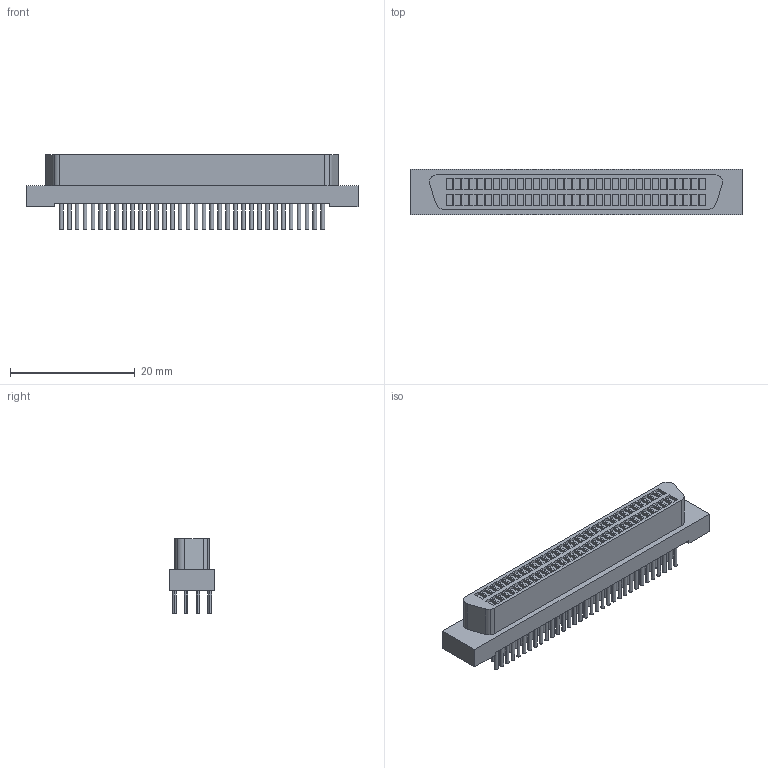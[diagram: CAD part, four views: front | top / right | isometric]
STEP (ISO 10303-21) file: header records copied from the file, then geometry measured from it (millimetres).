
FILE_DESCRIPTION((''),'2;1');
FILE_NAME('MULTICOMP_8AT068S-32000-AA-FEC.stp','2009-06-25T13:57:41',(''),(''),'Mechanical Desktop 2006','Mechanical Desktop 2006',', , ');
FILE_SCHEMA(('AUTOMOTIVE_DESIGN { 1 2 10303 214 0 1 1 1 }'));
Length unit declared in the file: millimetre
Products named in the file (1): Product
Bounding box: 53.2 x 7.3 x 12 mm (x, y, z)
Volume: 2522.1 mm3; surface area: 3444.2 mm2
Topology: 134 solids, 134 shells, 882 faces, 1644 edges, 1096 vertices
Faces by surface type: plane 610, cylinder 272
Entity records: 21891 total; most frequent: DIRECTION 3954, CARTESIAN_POINT 3623, ORIENTED_EDGE 3288, EDGE_CURVE 1644, AXIS2_PLACEMENT_3D 1427, VECTOR 1100, LINE 1100, VERTEX_POINT 1096
